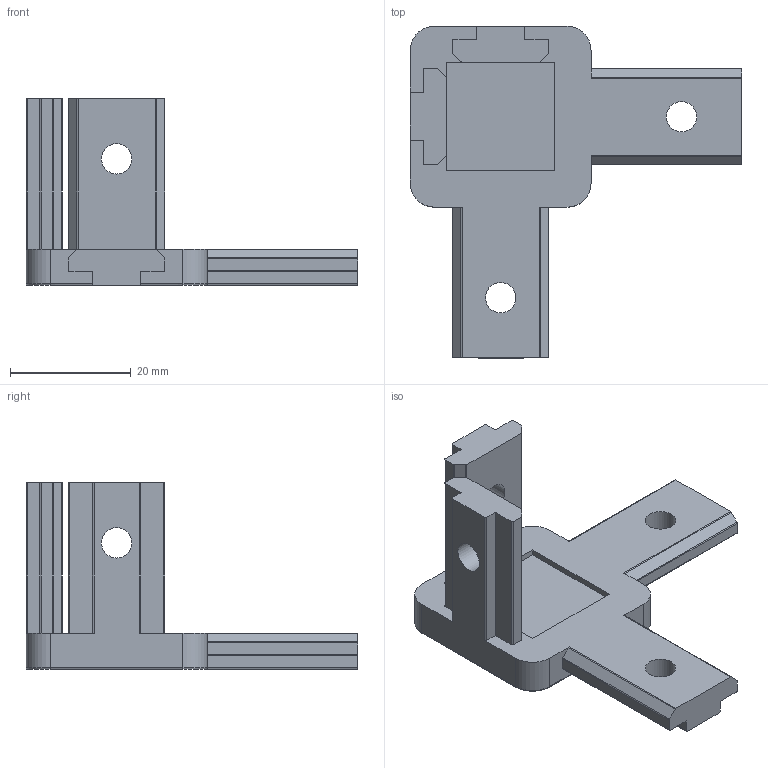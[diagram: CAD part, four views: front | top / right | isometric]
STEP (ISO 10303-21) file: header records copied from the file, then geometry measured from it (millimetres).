
FILE_DESCRIPTION(/* description */ (''),/* implementation_level */ '2;1');
FILE_NAME(/* name */ 'HW1832BC-Inside Hidden Three Way Corner - Black - 3030.step',/* time_stamp */ '2022-09-19T15:24:46+01:00',/* author */ (''),/* organization */ (''),/* preprocessor_version */ 'ST-DEVELOPER v19',/* originating_system */ 'Autodesk Translation Framework v11.7.0.108',/* authorisation */ '');
FILE_SCHEMA (('AUTOMOTIVE_DESIGN { 1 0 10303 214 3 1 1 }'));
Length unit declared in the file: millimetre
Products named in the file (1): HW1832BC
Bounding box: 55 x 55 x 31 mm (x, y, z)
Volume: 12083.5 mm3; surface area: 6910.2 mm2
Topology: 1 solids, 1 shells, 100 faces, 282 edges, 184 vertices
Faces by surface type: plane 50, cylinder 46, torus 4
Full cylindrical faces by diameter (mm): 5.035 x4
Entity records: 3291 total; most frequent: DIRECTION 576, CARTESIAN_POINT 567, ORIENTED_EDGE 564, EDGE_CURVE 282, AXIS2_PLACEMENT_3D 193, LINE 190, VECTOR 190, VERTEX_POINT 184
